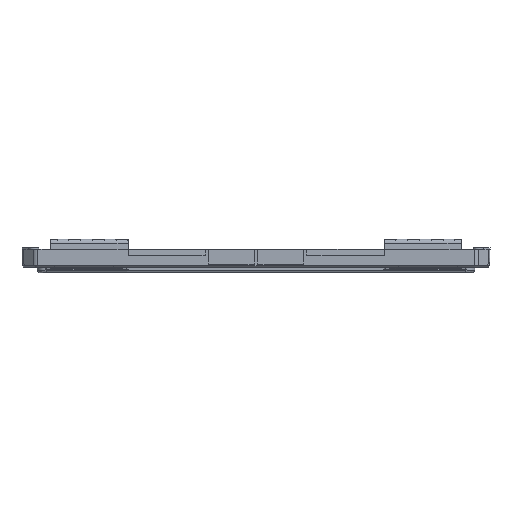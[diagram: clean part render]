
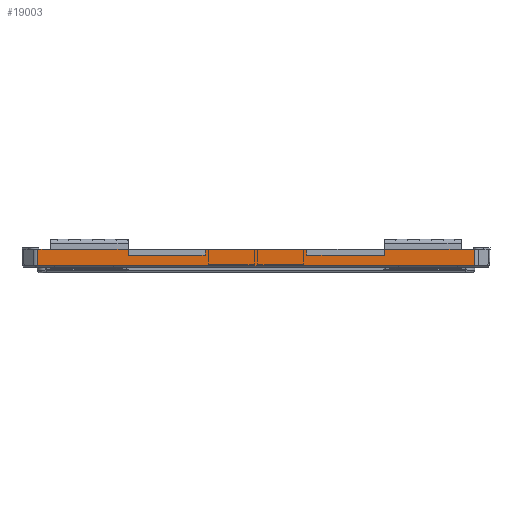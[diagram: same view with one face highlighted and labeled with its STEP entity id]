
A CAD part, left-side view. The second image highlights one B-rep face of the part: STEP entity #19003.
In plain terms, the highlighted planar face has unit normal (-1, 0, -0.018).
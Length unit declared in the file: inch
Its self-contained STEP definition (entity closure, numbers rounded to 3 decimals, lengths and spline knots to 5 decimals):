
#78 = ORIENTED_EDGE ( 'NONE', *, *, #8500, .T. ) ;
#199 = ORIENTED_EDGE ( 'NONE', *, *, #11321, .T. ) ;
#266 = VECTOR ( 'NONE', #2740, 39.37008 ) ;
#311 = DIRECTION ( 'NONE',  ( 0.017, -0.007, -1. ) ) ;
#446 = ORIENTED_EDGE ( 'NONE', *, *, #4584, .T. ) ;
#599 = PLANE ( 'NONE',  #12314 ) ;
#825 = ORIENTED_EDGE ( 'NONE', *, *, #6869, .T. ) ;
#965 = DIRECTION ( 'NONE',  ( 0., 1., 0. ) ) ;
#1578 = CARTESIAN_POINT ( 'NONE',  ( -9.0735, -5.42208, 1. ) ) ;
#1703 = DIRECTION ( 'NONE',  ( -0.017, 0.017, 1. ) ) ;
#1796 = CARTESIAN_POINT ( 'NONE',  ( -9.0735, 5.4055, 1. ) ) ;
#1865 = VECTOR ( 'NONE', #18765, 39.37008 ) ;
#1957 = LINE ( 'NONE', #5622, #3561 ) ;
#2376 = DIRECTION ( 'NONE',  ( -0.017, 0., 1. ) ) ;
#2617 = DIRECTION ( 'NONE',  ( -1., 0., -0.017 ) ) ;
#2624 = LINE ( 'NONE', #18952, #266 ) ;
#2681 = VECTOR ( 'NONE', #20025, 39.37008 ) ;
#2740 = DIRECTION ( 'NONE',  ( 0., 1., 0. ) ) ;
#2882 = CARTESIAN_POINT ( 'NONE',  ( -9.0735, 5.4055, 1. ) ) ;
#2898 = VECTOR ( 'NONE', #13213, 39.37008 ) ;
#3014 = CARTESIAN_POINT ( 'NONE',  ( -9.06914, 5.4055, 0.75 ) ) ;
#3066 = CARTESIAN_POINT ( 'NONE',  ( -9.0735, 8.675, 1. ) ) ;
#3239 = CARTESIAN_POINT ( 'NONE',  ( -9.0735, -5.42641, 1. ) ) ;
#3364 = CARTESIAN_POINT ( 'NONE',  ( -9.07234, -9.21948, 0.93336 ) ) ;
#3561 = VECTOR ( 'NONE', #12849, 39.37008 ) ;
#4289 = VECTOR ( 'NONE', #965, 39.37008 ) ;
#4433 = CARTESIAN_POINT ( 'NONE',  ( -9.06914, -5.41266, 0.75 ) ) ;
#4580 = VERTEX_POINT ( 'NONE', #3014 ) ;
#4584 = EDGE_CURVE ( 'NONE', #19469, #16760, #14097, .T. ) ;
#4643 = LINE ( 'NONE', #2882, #14656 ) ;
#5227 = LINE ( 'NONE', #18350, #2681 ) ;
#5300 = DIRECTION ( 'NONE',  ( 0.017, 0.017, -1. ) ) ;
#5413 = CARTESIAN_POINT ( 'NONE',  ( -9.0735, 2.14909, 1. ) ) ;
#5622 = CARTESIAN_POINT ( 'NONE',  ( -9.0735, 9.3235, 1. ) ) ;
#5641 = CARTESIAN_POINT ( 'NONE',  ( -9.06914, 2.15345, 0.75 ) ) ;
#6061 = ORIENTED_EDGE ( 'NONE', *, *, #15927, .T. ) ;
#6159 = FACE_OUTER_BOUND ( 'NONE', #8137, .T. ) ;
#6245 = ORIENTED_EDGE ( 'NONE', *, *, #8907, .T. ) ;
#6403 = CARTESIAN_POINT ( 'NONE',  ( -9.06146, -9.21497, 0.30999 ) ) ;
#6573 = EDGE_CURVE ( 'NONE', #16760, #15997, #19303, .T. ) ;
#6869 = EDGE_CURVE ( 'NONE', #18920, #21424, #20229, .T. ) ;
#7278 = VERTEX_POINT ( 'NONE', #12988 ) ;
#7284 = VERTEX_POINT ( 'NONE', #11012 ) ;
#7341 = ORIENTED_EDGE ( 'NONE', *, *, #13536, .T. ) ;
#7463 = DIRECTION ( 'NONE',  ( 0., 1., 0. ) ) ;
#7652 = CARTESIAN_POINT ( 'NONE',  ( -9.0735, 9.3235, 1. ) ) ;
#8137 = EDGE_LOOP ( 'NONE', ( #17607, #446, #19525, #6061, #11307, #78, #16111, #199, #825, #6245, #7341, #21760, #9894, #11437 ) ) ;
#8500 = EDGE_CURVE ( 'NONE', #17444, #9998, #22780, .T. ) ;
#8907 = EDGE_CURVE ( 'NONE', #21424, #7278, #1957, .T. ) ;
#9302 = CARTESIAN_POINT ( 'NONE',  ( -9.0735, 9.21996, 1. ) ) ;
#9467 = VECTOR ( 'NONE', #19293, 39.37008 ) ;
#9671 = LINE ( 'NONE', #7652, #2898 ) ;
#9894 = ORIENTED_EDGE ( 'NONE', *, *, #12528, .F. ) ;
#9977 = CARTESIAN_POINT ( 'NONE',  ( -9.06914, 9.3235, 0.75 ) ) ;
#9998 = VERTEX_POINT ( 'NONE', #5641 ) ;
#10117 = DIRECTION ( 'NONE',  ( -0.017, 0., 1. ) ) ;
#10475 = CARTESIAN_POINT ( 'NONE',  ( -9.07185, -5.41687, 0.90532 ) ) ;
#10724 = CARTESIAN_POINT ( 'NONE',  ( -9.06914, -2.15345, 0.75 ) ) ;
#10997 = LINE ( 'NONE', #11566, #1865 ) ;
#11012 = CARTESIAN_POINT ( 'NONE',  ( -9.0735, -9.21996, 1. ) ) ;
#11307 = ORIENTED_EDGE ( 'NONE', *, *, #20718, .T. ) ;
#11321 = EDGE_CURVE ( 'NONE', #4580, #18920, #4643, .T. ) ;
#11437 = ORIENTED_EDGE ( 'NONE', *, *, #18879, .T. ) ;
#11566 = CARTESIAN_POINT ( 'NONE',  ( -9.06914, 9.3235, 0.75 ) ) ;
#12016 = LINE ( 'NONE', #12140, #17710 ) ;
#12084 = VECTOR ( 'NONE', #311, 39.37008 ) ;
#12094 = CARTESIAN_POINT ( 'NONE',  ( -9.0735, 9.3235, 1. ) ) ;
#12140 = CARTESIAN_POINT ( 'NONE',  ( -9.06914, -2.15345, 0.75 ) ) ;
#12314 = AXIS2_PLACEMENT_3D ( 'NONE', #15715, #2617, #2376 ) ;
#12528 = EDGE_CURVE ( 'NONE', #7284, #17189, #14125, .T. ) ;
#12622 = VECTOR ( 'NONE', #7463, 39.37008 ) ;
#12849 = DIRECTION ( 'NONE',  ( 0., 1., 0. ) ) ;
#12988 = CARTESIAN_POINT ( 'NONE',  ( -9.0735, 9.21996, 1. ) ) ;
#13213 = DIRECTION ( 'NONE',  ( 0., 1., 0. ) ) ;
#13536 = EDGE_CURVE ( 'NONE', #7278, #14071, #14750, .T. ) ;
#13723 = CARTESIAN_POINT ( 'NONE',  ( -9.06146, 9.21497, 0.30999 ) ) ;
#14013 = DIRECTION ( 'NONE',  ( 0.017, 0.007, -1. ) ) ;
#14071 = VERTEX_POINT ( 'NONE', #13723 ) ;
#14097 =( BOUNDED_CURVE ( )  B_SPLINE_CURVE ( 3, ( #3239, #1578, #10475, #21223 ),
 .UNSPECIFIED., .F., .F. ) 
 B_SPLINE_CURVE_WITH_KNOTS ( ( 4, 4 ),
 ( 3.14205, 4.3601 ),
 .UNSPECIFIED. ) 
 CURVE ( )  GEOMETRIC_REPRESENTATION_ITEM ( )  RATIONAL_B_SPLINE_CURVE ( ( 1., 0.88, 0.88, 1. ) ) 
 REPRESENTATION_ITEM ( '' )  );
#14125 = LINE ( 'NONE', #3364, #19600 ) ;
#14656 = VECTOR ( 'NONE', #10117, 39.37008 ) ;
#14750 = LINE ( 'NONE', #9302, #12084 ) ;
#15578 = CARTESIAN_POINT ( 'NONE',  ( -9.0735, -2.14909, 1. ) ) ;
#15715 = CARTESIAN_POINT ( 'NONE',  ( -9.0735, 9.3235, 1. ) ) ;
#15927 = EDGE_CURVE ( 'NONE', #15997, #18575, #12016, .T. ) ;
#15997 = VERTEX_POINT ( 'NONE', #10724 ) ;
#16111 = ORIENTED_EDGE ( 'NONE', *, *, #16682, .T. ) ;
#16682 = EDGE_CURVE ( 'NONE', #9998, #4580, #10997, .T. ) ;
#16760 = VERTEX_POINT ( 'NONE', #4433 ) ;
#16790 = CARTESIAN_POINT ( 'NONE',  ( -9.0735, -8.665, 1. ) ) ;
#17189 = VERTEX_POINT ( 'NONE', #6403 ) ;
#17444 = VERTEX_POINT ( 'NONE', #17950 ) ;
#17607 = ORIENTED_EDGE ( 'NONE', *, *, #17982, .T. ) ;
#17710 = VECTOR ( 'NONE', #1703, 39.37008 ) ;
#17755 = LINE ( 'NONE', #12094, #9467 ) ;
#17950 = CARTESIAN_POINT ( 'NONE',  ( -9.0735, 2.14909, 1. ) ) ;
#17982 = EDGE_CURVE ( 'NONE', #22527, #19469, #17755, .T. ) ;
#18350 = CARTESIAN_POINT ( 'NONE',  ( -9.0735, 9.3235, 1. ) ) ;
#18575 = VERTEX_POINT ( 'NONE', #15578 ) ;
#18765 = DIRECTION ( 'NONE',  ( 0., 1., 0. ) ) ;
#18879 = EDGE_CURVE ( 'NONE', #7284, #22527, #5227, .T. ) ;
#18920 = VERTEX_POINT ( 'NONE', #1796 ) ;
#18952 = CARTESIAN_POINT ( 'NONE',  ( -9.06146, 0.00001, 0.30999 ) ) ;
#19003 = ADVANCED_FACE ( 'NONE', ( #6159 ), #599, .T. ) ;
#19293 = DIRECTION ( 'NONE',  ( 0., 1., 0. ) ) ;
#19303 = LINE ( 'NONE', #9977, #4289 ) ;
#19469 = VERTEX_POINT ( 'NONE', #23146 ) ;
#19525 = ORIENTED_EDGE ( 'NONE', *, *, #6573, .T. ) ;
#19600 = VECTOR ( 'NONE', #14013, 39.37008 ) ;
#20013 = CARTESIAN_POINT ( 'NONE',  ( -9.0735, 9.3235, 1. ) ) ;
#20025 = DIRECTION ( 'NONE',  ( 0., 1., 0. ) ) ;
#20229 = LINE ( 'NONE', #20013, #12622 ) ;
#20547 = VECTOR ( 'NONE', #5300, 39.37008 ) ;
#20718 = EDGE_CURVE ( 'NONE', #18575, #17444, #9671, .T. ) ;
#21029 = EDGE_CURVE ( 'NONE', #17189, #14071, #2624, .T. ) ;
#21223 = CARTESIAN_POINT ( 'NONE',  ( -9.06914, -5.41266, 0.75 ) ) ;
#21424 = VERTEX_POINT ( 'NONE', #3066 ) ;
#21760 = ORIENTED_EDGE ( 'NONE', *, *, #21029, .F. ) ;
#22527 = VERTEX_POINT ( 'NONE', #16790 ) ;
#22780 = LINE ( 'NONE', #5413, #20547 ) ;
#23146 = CARTESIAN_POINT ( 'NONE',  ( -9.0735, -5.42641, 1. ) ) ;
